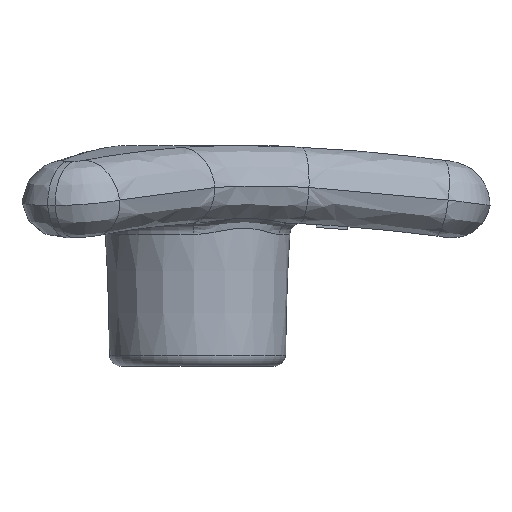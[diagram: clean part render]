
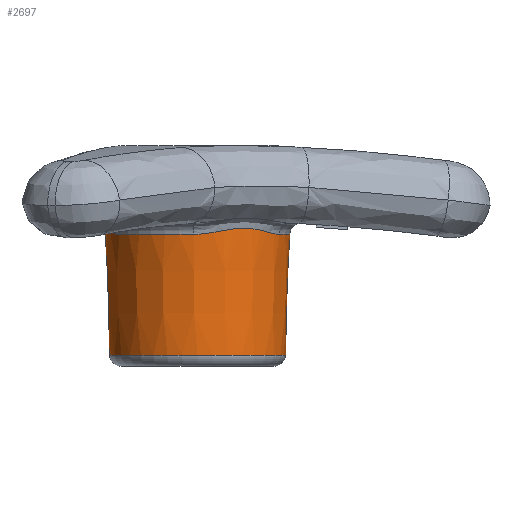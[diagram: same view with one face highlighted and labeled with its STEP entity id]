
A CAD part, front view. The second image highlights one B-rep face of the part: STEP entity #2697.
In plain terms, the highlighted conical face has half-angle 2 degrees and reference radius 15 mm.
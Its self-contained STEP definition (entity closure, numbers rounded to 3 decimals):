
#44=CONICAL_SURFACE('',#2924,15.,0.035);
#109=B_SPLINE_CURVE_WITH_KNOTS('',3,(#4002,#4003,#4004,#4005,#4006,#4007,
#4008,#4009),.UNSPECIFIED.,.F.,.F.,(4,1,1,1,1,4),(0.,0.005,
0.007,0.009,0.014,0.018),
 .UNSPECIFIED.);
#111=B_SPLINE_CURVE_WITH_KNOTS('',3,(#4047,#4048,#4049,#4050,#4051,#4052,
#4053,#4054),.UNSPECIFIED.,.F.,.F.,(4,1,1,1,1,4),(0.,0.005,
0.007,0.009,0.014,0.018),
 .UNSPECIFIED.);
#117=B_SPLINE_CURVE_WITH_KNOTS('',3,(#4116,#4117,#4118,#4119,#4120,#4121,
#4122,#4123),.UNSPECIFIED.,.F.,.F.,(4,1,1,1,1,4),(0.,0.005,
0.007,0.009,0.014,0.018),
 .UNSPECIFIED.);
#575=ORIENTED_EDGE('',*,*,#1048,.T.);
#576=ORIENTED_EDGE('',*,*,#1047,.T.);
#577=ORIENTED_EDGE('',*,*,#1043,.T.);
#578=ORIENTED_EDGE('',*,*,#1040,.T.);
#579=ORIENTED_EDGE('',*,*,#1039,.T.);
#580=ORIENTED_EDGE('',*,*,#1036,.T.);
#581=ORIENTED_EDGE('',*,*,#1049,.T.);
#1036=EDGE_CURVE('',#1275,#1277,#109,.T.);
#1039=EDGE_CURVE('',#1279,#1275,#1451,.T.);
#1040=EDGE_CURVE('',#1280,#1279,#111,.T.);
#1043=EDGE_CURVE('',#1281,#1280,#1452,.T.);
#1047=EDGE_CURVE('',#1282,#1281,#117,.T.);
#1048=EDGE_CURVE('',#1277,#1282,#1453,.T.);
#1049=EDGE_CURVE('',#1283,#1283,#1454,.F.);
#1275=VERTEX_POINT('',#3987);
#1277=VERTEX_POINT('',#4001);
#1279=VERTEX_POINT('',#4017);
#1280=VERTEX_POINT('',#4055);
#1281=VERTEX_POINT('',#4070);
#1282=VERTEX_POINT('',#4108);
#1283=VERTEX_POINT('',#4128);
#1451=CIRCLE('',#2919,15.788);
#1452=CIRCLE('',#2921,15.788);
#1453=CIRCLE('',#2923,15.788);
#1454=CIRCLE('',#2925,15.067);
#1575=EDGE_LOOP('',(#575,#576,#577,#578,#579,#580));
#1576=EDGE_LOOP('',(#581));
#1713=FACE_BOUND('',#1575,.T.);
#1714=FACE_BOUND('',#1576,.T.);
#2697=ADVANCED_FACE('',(#1713,#1714),#44,.T.);
#2919=AXIS2_PLACEMENT_3D('',#4019,#3370,#3371);
#2921=AXIS2_PLACEMENT_3D('',#4069,#3374,#3375);
#2923=AXIS2_PLACEMENT_3D('',#4125,#3378,#3379);
#2924=AXIS2_PLACEMENT_3D('',#4126,#3380,#3381);
#2925=AXIS2_PLACEMENT_3D('',#4127,#3382,#3383);
#3370=DIRECTION('',(0.,0.,-1.));
#3371=DIRECTION('',(-1.,0.,0.));
#3374=DIRECTION('',(0.,0.,-1.));
#3375=DIRECTION('',(-1.,0.,0.));
#3378=DIRECTION('',(0.,0.,-1.));
#3379=DIRECTION('',(-1.,0.,0.));
#3380=DIRECTION('',(0.,0.,1.));
#3381=DIRECTION('',(1.,0.,0.));
#3382=DIRECTION('',(0.,0.,-1.));
#3383=DIRECTION('',(-1.,0.,0.));
#3987=CARTESIAN_POINT('',(13.995,-7.308,22.556));
#4001=CARTESIAN_POINT('',(-0.669,-15.773,22.556));
#4002=CARTESIAN_POINT('',(13.995,-7.308,22.556));
#4003=CARTESIAN_POINT('',(13.29,-8.657,22.556));
#4004=CARTESIAN_POINT('',(11.985,-10.482,22.988));
#4005=CARTESIAN_POINT('',(9.808,-12.482,23.509));
#4006=CARTESIAN_POINT('',(7.294,-14.191,23.736));
#4007=CARTESIAN_POINT('',(3.807,-15.553,23.137));
#4008=CARTESIAN_POINT('',(0.853,-15.838,22.556));
#4009=CARTESIAN_POINT('',(-0.669,-15.773,22.556));
#4017=CARTESIAN_POINT('',(13.995,7.307,22.556));
#4019=CARTESIAN_POINT('',(0.,0.,22.556));
#4047=CARTESIAN_POINT('',(-0.669,15.773,22.556));
#4048=CARTESIAN_POINT('',(0.851,15.838,22.556));
#4049=CARTESIAN_POINT('',(3.089,15.619,22.988));
#4050=CARTESIAN_POINT('',(5.908,14.734,23.51));
#4051=CARTESIAN_POINT('',(8.644,13.412,23.736));
#4052=CARTESIAN_POINT('',(11.566,11.073,23.137));
#4053=CARTESIAN_POINT('',(13.29,8.658,22.556));
#4054=CARTESIAN_POINT('',(13.995,7.307,22.556));
#4055=CARTESIAN_POINT('',(-0.669,15.773,22.556));
#4069=CARTESIAN_POINT('',(0.,0.,22.556));
#4070=CARTESIAN_POINT('',(-13.326,8.466,22.556));
#4108=CARTESIAN_POINT('',(-13.326,-8.466,22.556));
#4116=CARTESIAN_POINT('',(-13.326,-8.466,22.556));
#4117=CARTESIAN_POINT('',(-14.142,-7.181,22.556));
#4118=CARTESIAN_POINT('',(-15.07,-5.138,22.988));
#4119=CARTESIAN_POINT('',(-15.714,-2.253,23.509));
#4120=CARTESIAN_POINT('',(-15.937,0.779,23.736));
#4121=CARTESIAN_POINT('',(-15.373,4.48,23.137));
#4122=CARTESIAN_POINT('',(-14.143,7.18,22.556));
#4123=CARTESIAN_POINT('',(-13.326,8.466,22.556));
#4125=CARTESIAN_POINT('',(0.,0.,22.556));
#4126=CARTESIAN_POINT('',(0.,0.,0.));
#4127=CARTESIAN_POINT('',(0.,0.,1.93));
#4128=CARTESIAN_POINT('',(-15.067,0.,1.93));
